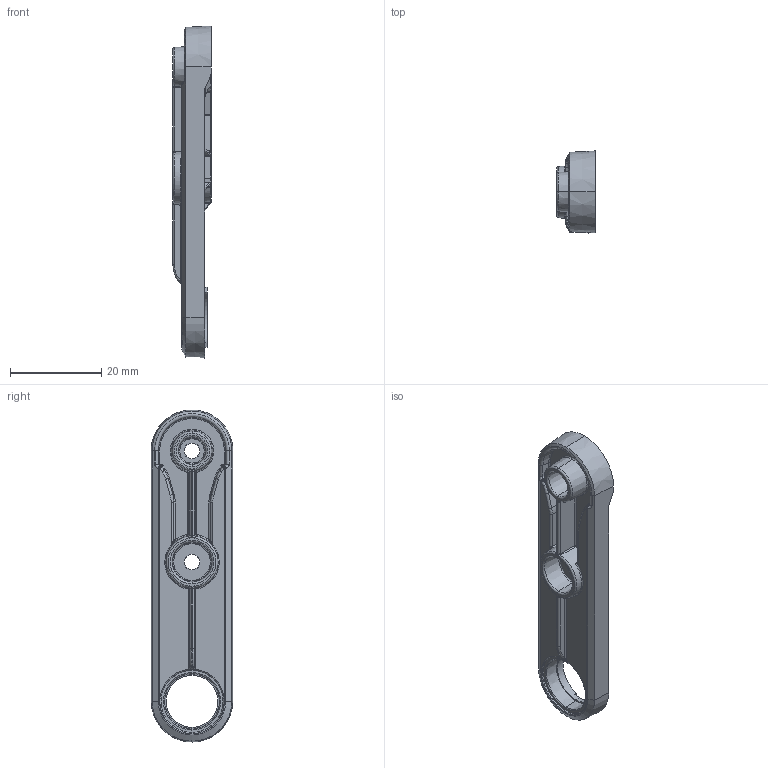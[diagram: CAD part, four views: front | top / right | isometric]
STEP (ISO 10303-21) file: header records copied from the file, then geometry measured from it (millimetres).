
FILE_DESCRIPTION (( 'STEP AP203' ), '1' );
FILE_NAME ('FC-HWA-00586 REV2_Default_sldprt.STEP', '2020-02-25T18:04:25', ( 'WinAdmin User' ), ( 'MathWorks' ), 'SwSTEP 2.0', 'SolidWorks 2019', '' );
FILE_SCHEMA (( 'CONFIG_CONTROL_DESIGN' ));
Length unit declared in the file: millimetre
Products named in the file (1): FC-HWA-00586 REV2_Default_sldprt
Bounding box: 8.4 x 18 x 72.93 mm (x, y, z)
Volume: 3519.3 mm3; surface area: 5312 mm2
Topology: 1 solids, 1 shells, 840 faces, 1895 edges, 1064 vertices
Faces by surface type: bspline 244, cylinder 239, plane 114, sphere 113, torus 80, cone 50
Entity records: 25994 total; most frequent: CARTESIAN_POINT 9121, ORIENTED_EDGE 3778, DIRECTION 3379, EDGE_CURVE 1889, AXIS2_PLACEMENT_3D 1441, VERTEX_POINT 1064, EDGE_LOOP 859, CIRCLE 844
